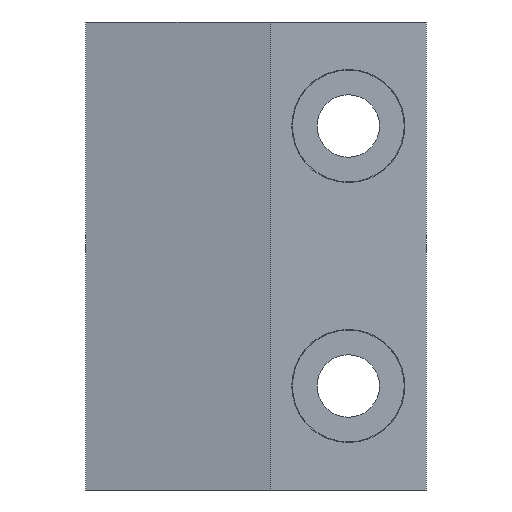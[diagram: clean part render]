
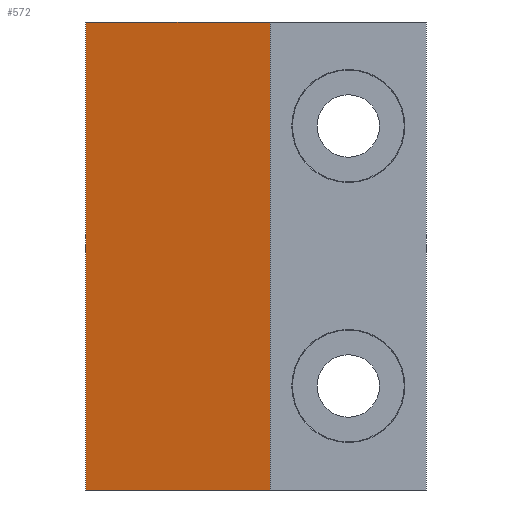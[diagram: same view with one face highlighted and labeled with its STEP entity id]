
A CAD part, left-side view. The second image highlights one B-rep face of the part: STEP entity #572.
In plain terms, the highlighted planar face has unit normal (-0.978, 0.207, 0).
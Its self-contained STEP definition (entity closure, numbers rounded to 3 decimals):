
#46 = AXIS2_PLACEMENT_3D ( 'NONE', #444, #404, #235 ) ;
#49 = DIRECTION ( 'NONE',  ( -0.207, -0.978, 0. ) ) ;
#65 = VECTOR ( 'NONE', #302, 1000. ) ;
#67 = FACE_OUTER_BOUND ( 'NONE', #181, .T. ) ;
#79 = CARTESIAN_POINT ( 'NONE',  ( 1.5, 13.1, 18. ) ) ;
#85 = VERTEX_POINT ( 'NONE', #585 ) ;
#95 = VERTEX_POINT ( 'NONE', #497 ) ;
#102 = DIRECTION ( 'NONE',  ( -0.207, -0.978, 0. ) ) ;
#125 = EDGE_CURVE ( 'NONE', #544, #583, #659, .T. ) ;
#144 = VECTOR ( 'NONE', #49, 1000. ) ;
#157 = EDGE_CURVE ( 'NONE', #95, #85, #502, .T. ) ;
#161 = ORIENTED_EDGE ( 'NONE', *, *, #348, .F. ) ;
#177 = VECTOR ( 'NONE', #185, 1000. ) ;
#181 = EDGE_LOOP ( 'NONE', ( #489, #538, #161, #532 ) ) ;
#185 = DIRECTION ( 'NONE',  ( 0., 0., -1. ) ) ;
#235 = DIRECTION ( 'NONE',  ( 0.207, 0.978, 0. ) ) ;
#269 = CARTESIAN_POINT ( 'NONE',  ( -1.213, 0.256, 0. ) ) ;
#302 = DIRECTION ( 'NONE',  ( 0., 0., -1. ) ) ;
#324 = LINE ( 'NONE', #269, #144 ) ;
#348 = EDGE_CURVE ( 'NONE', #95, #544, #434, .T. ) ;
#355 = VECTOR ( 'NONE', #102, 1000. ) ;
#377 = EDGE_CURVE ( 'NONE', #85, #583, #324, .T. ) ;
#392 = CARTESIAN_POINT ( 'NONE',  ( 0., 6., 0. ) ) ;
#397 = PLANE ( 'NONE',  #46 ) ;
#404 = DIRECTION ( 'NONE',  ( 0.978, -0.207, 0. ) ) ;
#434 = LINE ( 'NONE', #688, #355 ) ;
#444 = CARTESIAN_POINT ( 'NONE',  ( -1.213, 0.256, 18. ) ) ;
#489 = ORIENTED_EDGE ( 'NONE', *, *, #377, .T. ) ;
#497 = CARTESIAN_POINT ( 'NONE',  ( 1.5, 13.1, 18. ) ) ;
#502 = LINE ( 'NONE', #79, #65 ) ;
#532 = ORIENTED_EDGE ( 'NONE', *, *, #157, .T. ) ;
#538 = ORIENTED_EDGE ( 'NONE', *, *, #125, .F. ) ;
#544 = VERTEX_POINT ( 'NONE', #660 ) ;
#561 = CARTESIAN_POINT ( 'NONE',  ( 0., 6., 18. ) ) ;
#572 = ADVANCED_FACE ( 'NONE', ( #67 ), #397, .F. ) ;
#583 = VERTEX_POINT ( 'NONE', #392 ) ;
#585 = CARTESIAN_POINT ( 'NONE',  ( 1.5, 13.1, 0. ) ) ;
#659 = LINE ( 'NONE', #561, #177 ) ;
#660 = CARTESIAN_POINT ( 'NONE',  ( 0., 6., 18. ) ) ;
#688 = CARTESIAN_POINT ( 'NONE',  ( -1.213, 0.256, 18. ) ) ;
